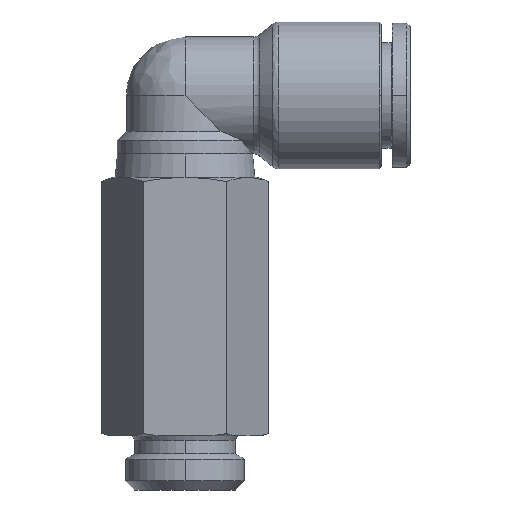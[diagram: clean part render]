
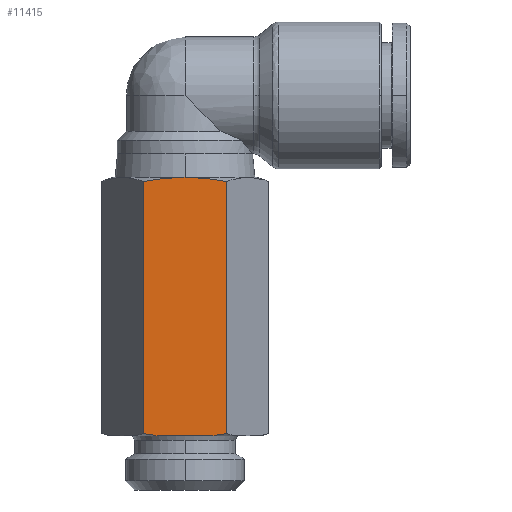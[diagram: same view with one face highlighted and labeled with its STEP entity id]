
A CAD part, front view. The second image highlights one B-rep face of the part: STEP entity #11415.
In plain terms, the highlighted planar face has unit normal (0, -1, 0).
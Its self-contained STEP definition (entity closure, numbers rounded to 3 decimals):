
#2 = CARTESIAN_POINT ( 'NONE',  ( -9.233, -8., -9.1 ) ) ;
#64 = CARTESIAN_POINT ( 'NONE',  ( -10.01, -8., -9.1 ) ) ;
#450 = EDGE_CURVE ( 'NONE', #1396, #2506, #12323, .T. ) ;
#974 = ORIENTED_EDGE ( 'NONE', *, *, #6576, .T. ) ;
#1141 = CARTESIAN_POINT ( 'NONE',  ( -4.614, -8., -37.532 ) ) ;
#1396 = VERTEX_POINT ( 'NONE', #5612 ) ;
#1696 = ORIENTED_EDGE ( 'NONE', *, *, #11343, .F. ) ;
#1792 = VECTOR ( 'NONE', #13466, 1000. ) ;
#1986 = ORIENTED_EDGE ( 'NONE', *, *, #2662, .T. ) ;
#2337 = ORIENTED_EDGE ( 'NONE', *, *, #3351, .T. ) ;
#2506 = VERTEX_POINT ( 'NONE', #13188 ) ;
#2569 = CARTESIAN_POINT ( 'NONE',  ( -12.322, -8., -9.298 ) ) ;
#2630 = CARTESIAN_POINT ( 'NONE',  ( -13.852, -8., -9.55 ) ) ;
#2662 = EDGE_CURVE ( 'NONE', #5634, #15773, #9350, .T. ) ;
#2827 = B_SPLINE_CURVE_WITH_KNOTS ( 'NONE', 3,
 ( #12385, #4657, #7263, #5768, #3448, #16189 ),
 .UNSPECIFIED., .F., .F.,
 ( 4, 2, 4 ),
 ( 0., 0.002, 0.005 ),
 .UNSPECIFIED. ) ;
#3351 = EDGE_CURVE ( 'NONE', #15773, #5580, #2827, .T. ) ;
#3448 = CARTESIAN_POINT ( 'NONE',  ( -8.456, -8., -9.1 ) ) ;
#4232 = ORIENTED_EDGE ( 'NONE', *, *, #9705, .T. ) ;
#4639 = CARTESIAN_POINT ( 'NONE',  ( -13.272, -8., -37.637 ) ) ;
#4657 = CARTESIAN_POINT ( 'NONE',  ( -5.378, -8., -9.411 ) ) ;
#4691 = DIRECTION ( 'NONE',  ( 0., -1., 0. ) ) ;
#4744 = DIRECTION ( 'NONE',  ( 0., 0., -1. ) ) ;
#5580 = VERTEX_POINT ( 'NONE', #8923 ) ;
#5612 = CARTESIAN_POINT ( 'NONE',  ( -12.105, -8., -37.8 ) ) ;
#5634 = VERTEX_POINT ( 'NONE', #1141 ) ;
#5768 = CARTESIAN_POINT ( 'NONE',  ( -7.683, -8., -9.142 ) ) ;
#6576 = EDGE_CURVE ( 'NONE', #14820, #5634, #11701, .T. ) ;
#6673 = CARTESIAN_POINT ( 'NONE',  ( -6.361, -8., -37.8 ) ) ;
#7113 = CARTESIAN_POINT ( 'NONE',  ( -4.614, -8., -37.8 ) ) ;
#7263 = CARTESIAN_POINT ( 'NONE',  ( -6.144, -8., -9.298 ) ) ;
#7290 = CARTESIAN_POINT ( 'NONE',  ( -4.614, -8., -9.55 ) ) ;
#8017 = B_SPLINE_CURVE_WITH_KNOTS ( 'NONE', 3,
 ( #2, #64, #11523, #2569, #8950, #2630 ),
 .UNSPECIFIED., .F., .F.,
 ( 4, 2, 4 ),
 ( 0., 0.002, 0.005 ),
 .UNSPECIFIED. ) ;
#8025 = LINE ( 'NONE', #9869, #9400 ) ;
#8209 = EDGE_CURVE ( 'NONE', #14820, #1396, #13579, .T. ) ;
#8217 = CARTESIAN_POINT ( 'NONE',  ( -6.361, -8., -37.8 ) ) ;
#8218 = CARTESIAN_POINT ( 'NONE',  ( -12.105, -8., -37.8 ) ) ;
#8307 = ORIENTED_EDGE ( 'NONE', *, *, #450, .F. ) ;
#8379 = CARTESIAN_POINT ( 'NONE',  ( -12.69, -8., -37.728 ) ) ;
#8923 = CARTESIAN_POINT ( 'NONE',  ( -9.233, -8., -9.1 ) ) ;
#8950 = CARTESIAN_POINT ( 'NONE',  ( -13.088, -8., -9.411 ) ) ;
#9112 = EDGE_LOOP ( 'NONE', ( #8307, #12337, #974, #1986, #2337, #4232, #1696 ) ) ;
#9350 = LINE ( 'NONE', #7113, #1792 ) ;
#9400 = VECTOR ( 'NONE', #14983, 1000. ) ;
#9428 = CARTESIAN_POINT ( 'NONE',  ( -5.194, -8., -37.637 ) ) ;
#9705 = EDGE_CURVE ( 'NONE', #5580, #10391, #8017, .T. ) ;
#9869 = CARTESIAN_POINT ( 'NONE',  ( -13.852, -8., -37.8 ) ) ;
#10391 = VERTEX_POINT ( 'NONE', #11456 ) ;
#10456 = CARTESIAN_POINT ( 'NONE',  ( -9.233, -8., -37.8 ) ) ;
#11064 = PLANE ( 'NONE',  #12860 ) ;
#11343 = EDGE_CURVE ( 'NONE', #2506, #10391, #8025, .T. ) ;
#11415 = ADVANCED_FACE ( 'NONE', ( #15637 ), #11064, .T. ) ;
#11456 = CARTESIAN_POINT ( 'NONE',  ( -13.852, -8., -9.55 ) ) ;
#11523 = CARTESIAN_POINT ( 'NONE',  ( -10.783, -8., -9.142 ) ) ;
#11701 = B_SPLINE_CURVE_WITH_KNOTS ( 'NONE', 3,
 ( #8217, #12078, #9428, #13259 ),
 .UNSPECIFIED., .F., .F.,
 ( 4, 4 ),
 ( 0., 0.002 ),
 .UNSPECIFIED. ) ;
#12078 = CARTESIAN_POINT ( 'NONE',  ( -5.776, -8., -37.728 ) ) ;
#12258 = CARTESIAN_POINT ( 'NONE',  ( -13.852, -8., -37.532 ) ) ;
#12323 = B_SPLINE_CURVE_WITH_KNOTS ( 'NONE', 3,
 ( #8218, #8379, #4639, #12258 ),
 .UNSPECIFIED., .F., .F.,
 ( 4, 4 ),
 ( 0., 0.002 ),
 .UNSPECIFIED. ) ;
#12337 = ORIENTED_EDGE ( 'NONE', *, *, #8209, .F. ) ;
#12366 = CARTESIAN_POINT ( 'NONE',  ( -4.614, -8., -37.8 ) ) ;
#12385 = CARTESIAN_POINT ( 'NONE',  ( -4.614, -8., -9.55 ) ) ;
#12860 = AXIS2_PLACEMENT_3D ( 'NONE', #12366, #4691, #4744 ) ;
#13188 = CARTESIAN_POINT ( 'NONE',  ( -13.852, -8., -37.532 ) ) ;
#13259 = CARTESIAN_POINT ( 'NONE',  ( -4.614, -8., -37.532 ) ) ;
#13466 = DIRECTION ( 'NONE',  ( 0., 0., 1. ) ) ;
#13579 = LINE ( 'NONE', #10456, #14959 ) ;
#14820 = VERTEX_POINT ( 'NONE', #6673 ) ;
#14959 = VECTOR ( 'NONE', #15608, 1000. ) ;
#14983 = DIRECTION ( 'NONE',  ( 0., 0., 1. ) ) ;
#15608 = DIRECTION ( 'NONE',  ( -1., 0., 0. ) ) ;
#15637 = FACE_OUTER_BOUND ( 'NONE', #9112, .T. ) ;
#15773 = VERTEX_POINT ( 'NONE', #7290 ) ;
#16189 = CARTESIAN_POINT ( 'NONE',  ( -9.233, -8., -9.1 ) ) ;
